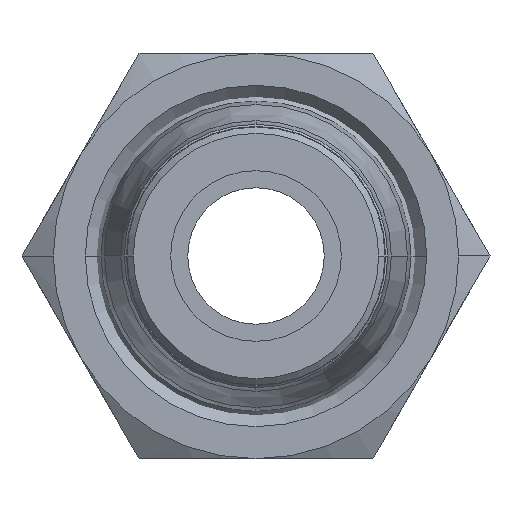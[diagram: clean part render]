
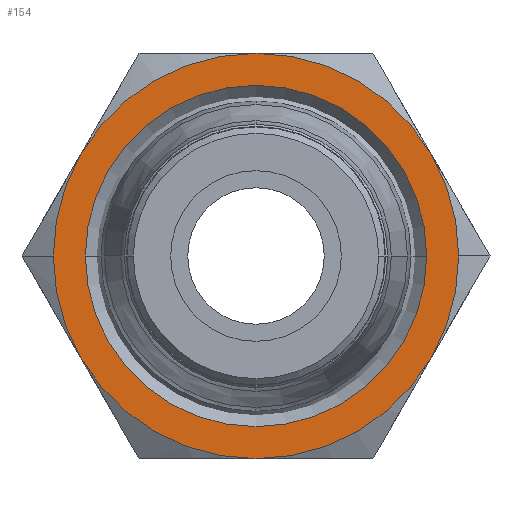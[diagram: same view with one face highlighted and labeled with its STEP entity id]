
A CAD part, left-side view. The second image highlights one B-rep face of the part: STEP entity #154.
In plain terms, the highlighted planar face has unit normal (-1, 0, 0).
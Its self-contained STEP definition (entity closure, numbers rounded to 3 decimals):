
#154=ADVANCED_FACE('',(#351,#352),#353,.T.);
#351=FACE_OUTER_BOUND('',#555,.T.);
#352=FACE_BOUND('',#556,.T.);
#353=PLANE('',#557);
#555=EDGE_LOOP('',(#1233,#1234,#1235,#1236,#1237,#1238,#1239,#1240));
#556=EDGE_LOOP('',(#1241,#1242));
#557=AXIS2_PLACEMENT_3D('',#1243,#1244,#1245);
#1233=ORIENTED_EDGE('',*,*,#1494,.F.);
#1234=ORIENTED_EDGE('',*,*,#1480,.F.);
#1235=ORIENTED_EDGE('',*,*,#1483,.F.);
#1236=ORIENTED_EDGE('',*,*,#1485,.F.);
#1237=ORIENTED_EDGE('',*,*,#1478,.F.);
#1238=ORIENTED_EDGE('',*,*,#1489,.F.);
#1239=ORIENTED_EDGE('',*,*,#1492,.F.);
#1240=ORIENTED_EDGE('',*,*,#1474,.F.);
#1241=ORIENTED_EDGE('',*,*,#1514,.T.);
#1242=ORIENTED_EDGE('',*,*,#1458,.T.);
#1243=CARTESIAN_POINT('',(14.5,-8.75,0.0));
#1244=DIRECTION('',(-1.0,0.,-0.0));
#1245=DIRECTION('',(0.,1.0,0.0));
#1458=EDGE_CURVE('',#1782,#1779,#1783,.T.);
#1474=EDGE_CURVE('',#1809,#1812,#1813,.T.);
#1478=EDGE_CURVE('',#1818,#1816,#1820,.T.);
#1480=EDGE_CURVE('',#1822,#1824,#1825,.T.);
#1483=EDGE_CURVE('',#1828,#1822,#1830,.T.);
#1485=EDGE_CURVE('',#1816,#1828,#1832,.T.);
#1489=EDGE_CURVE('',#1836,#1818,#1838,.T.);
#1492=EDGE_CURVE('',#1812,#1836,#1842,.T.);
#1494=EDGE_CURVE('',#1824,#1809,#1844,.T.);
#1514=EDGE_CURVE('',#1779,#1782,#1872,.T.);
#1779=VERTEX_POINT('',#2319);
#1782=VERTEX_POINT('',#2323);
#1783=CIRCLE('',#2324,8.0);
#1809=VERTEX_POINT('',#2379);
#1812=VERTEX_POINT('',#2383);
#1813=CIRCLE('',#2384,9.5);
#1816=VERTEX_POINT('',#2398);
#1818=VERTEX_POINT('',#2401);
#1820=CIRCLE('',#2414,9.5);
#1822=VERTEX_POINT('',#2416);
#1824=VERTEX_POINT('',#2429);
#1825=CIRCLE('',#2430,9.5);
#1828=VERTEX_POINT('',#2444);
#1830=CIRCLE('',#2457,9.5);
#1832=CIRCLE('',#2470,9.5);
#1836=VERTEX_POINT('',#2496);
#1838=CIRCLE('',#2509,9.5);
#1842=CIRCLE('',#2535,9.5);
#1844=CIRCLE('',#2548,9.5);
#1872=CIRCLE('',#2686,8.0);
#2319=CARTESIAN_POINT('',(14.5,-8.0,0.0));
#2323=CARTESIAN_POINT('',(14.5,8.0,0.));
#2324=AXIS2_PLACEMENT_3D('',#3035,#3036,#3037);
#2379=CARTESIAN_POINT('',(14.5,-9.5,0.));
#2383=CARTESIAN_POINT('',(14.5,-8.227,-4.75));
#2384=AXIS2_PLACEMENT_3D('',#3061,#3062,#3063);
#2398=CARTESIAN_POINT('',(14.5,9.5,0.));
#2401=CARTESIAN_POINT('',(14.5,8.227,-4.75));
#2414=AXIS2_PLACEMENT_3D('',#3065,#3066,#3067);
#2416=CARTESIAN_POINT('',(14.5,0.,9.5));
#2429=CARTESIAN_POINT('',(14.5,-8.227,4.75));
#2430=AXIS2_PLACEMENT_3D('',#3068,#3069,#3070);
#2444=CARTESIAN_POINT('',(14.5,8.227,4.75));
#2457=AXIS2_PLACEMENT_3D('',#3071,#3072,#3073);
#2470=AXIS2_PLACEMENT_3D('',#3074,#3075,#3076);
#2496=CARTESIAN_POINT('',(14.5,0.0,-9.5));
#2509=AXIS2_PLACEMENT_3D('',#3077,#3078,#3079);
#2535=AXIS2_PLACEMENT_3D('',#3080,#3081,#3082);
#2548=AXIS2_PLACEMENT_3D('',#3083,#3084,#3085);
#2686=AXIS2_PLACEMENT_3D('',#3113,#3114,#3115);
#3035=CARTESIAN_POINT('',(14.5,0.0,0.0));
#3036=DIRECTION('',(1.0,0.,0.0));
#3037=DIRECTION('',(0.,-1.0,0.0));
#3061=CARTESIAN_POINT('',(14.5,0.0,0.0));
#3062=DIRECTION('',(1.0,0.,0.0));
#3063=DIRECTION('',(0.,-1.0,0.0));
#3065=CARTESIAN_POINT('',(14.5,0.0,0.0));
#3066=DIRECTION('',(1.0,0.,0.0));
#3067=DIRECTION('',(0.,-1.0,0.0));
#3068=CARTESIAN_POINT('',(14.5,0.0,0.0));
#3069=DIRECTION('',(1.0,0.,0.0));
#3070=DIRECTION('',(0.,-1.0,0.0));
#3071=CARTESIAN_POINT('',(14.5,0.0,0.0));
#3072=DIRECTION('',(1.0,0.,0.0));
#3073=DIRECTION('',(0.,-1.0,0.0));
#3074=CARTESIAN_POINT('',(14.5,0.0,0.0));
#3075=DIRECTION('',(1.0,0.,0.0));
#3076=DIRECTION('',(0.,-1.0,0.0));
#3077=CARTESIAN_POINT('',(14.5,0.0,0.0));
#3078=DIRECTION('',(1.0,0.,0.0));
#3079=DIRECTION('',(0.,-1.0,0.0));
#3080=CARTESIAN_POINT('',(14.5,0.0,0.0));
#3081=DIRECTION('',(1.0,0.,0.0));
#3082=DIRECTION('',(0.,-1.0,0.0));
#3083=CARTESIAN_POINT('',(14.5,0.0,0.0));
#3084=DIRECTION('',(1.0,0.,0.0));
#3085=DIRECTION('',(0.,-1.0,0.0));
#3113=CARTESIAN_POINT('',(14.5,0.0,0.0));
#3114=DIRECTION('',(1.0,0.,0.0));
#3115=DIRECTION('',(0.,-1.0,0.0));
